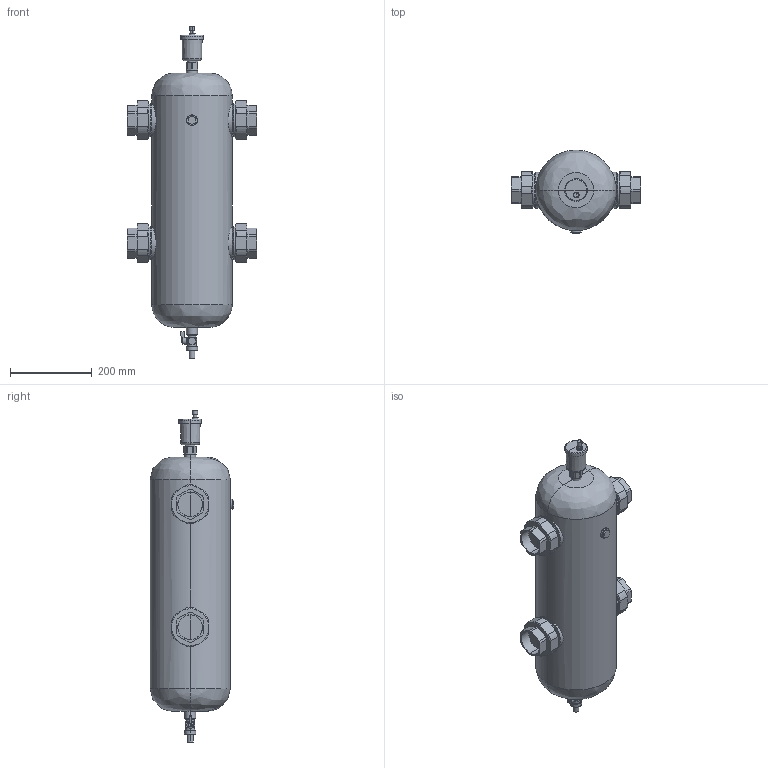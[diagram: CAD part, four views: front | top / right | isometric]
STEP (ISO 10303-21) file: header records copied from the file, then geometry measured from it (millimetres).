
FILE_DESCRIPTION(('CATIA V5 STEP Exchange','CAx-IF Rec.Pracs.--- Model Styling and Organization---1.4--- 2014-01-23','CAx-IF Rec.Pracs.---3D Tessellated Data Validation Properties---0.5---2014-09-14'),'2;1');
FILE_NAME('STEP_548009_-_TST.stp','2020-02-07T08:01:39+00:00',('none'),('none'),'CATIA Version 5-6 Release 2019 SP3','CATIA V5 STEP AP242 v1','none');
FILE_SCHEMA(('AP242_MANAGED_MODEL_BASED_3D_ENGINEERING_MIM_LF {1 0 10303 442 1 1 4}'));
Length unit declared in the file: millimetre
Products named in the file (1): 548009 - TST
Bounding box: 315 x 204.8 x 810.01 mm (x, y, z)
Volume: 28289684.4 mm3; surface area: 872381.7 mm2
Topology: 12 solids, 12 shells, 410 faces, 997 edges, 626 vertices
Faces by surface type: plane 176, cylinder 142, cone 80, bspline 8, torus 4
Entity records: 15311 total; most frequent: CARTESIAN_POINT 6445, ORIENTED_EDGE 1994, DIRECTION 1453, EDGE_CURVE 997, AXIS2_PLACEMENT_3D 627, VERTEX_POINT 626, EDGE_LOOP 425, VECTOR 411
